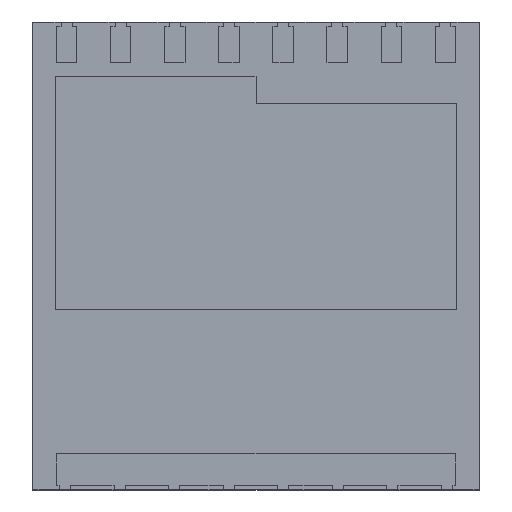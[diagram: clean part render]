
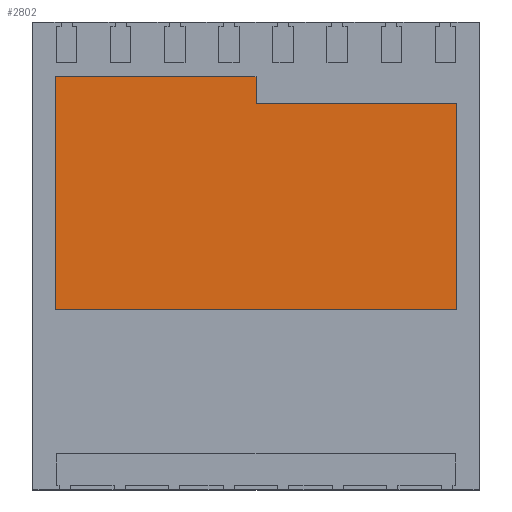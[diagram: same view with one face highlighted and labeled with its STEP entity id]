
A CAD part, top view. The second image highlights one B-rep face of the part: STEP entity #2802.
In plain terms, the highlighted planar face has unit normal (0, 0, 1).
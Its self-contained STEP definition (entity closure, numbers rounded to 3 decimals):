
#2802=ADVANCED_FACE('',(#4887),#4889,.T.);
#4887=FACE_BOUND('',#4888,.T.);
#4888=EDGE_LOOP('',(#6920,#6921,#6922,#6923,#6924,#6925));
#4889=PLANE('',#4890);
#4890=AXIS2_PLACEMENT_3D('',#4891,#4892,#4893);
#4891=CARTESIAN_POINT('',(0.,0.,1.047));
#4892=DIRECTION('',(0.,0.,1.));
#4893=DIRECTION('',(-1.,0.,0.));
#6920=ORIENTED_EDGE('',*,*,#7781,.T.);
#6921=ORIENTED_EDGE('',*,*,#7791,.T.);
#6922=ORIENTED_EDGE('',*,*,#7789,.T.);
#6923=ORIENTED_EDGE('',*,*,#7787,.T.);
#6924=ORIENTED_EDGE('',*,*,#7785,.T.);
#6925=ORIENTED_EDGE('',*,*,#7783,.T.);
#7781=EDGE_CURVE('',#9220,#9218,#9221,.T.);
#7783=EDGE_CURVE('',#9223,#9220,#9224,.T.);
#7785=EDGE_CURVE('',#9226,#9223,#9227,.T.);
#7787=EDGE_CURVE('',#9229,#9226,#9230,.T.);
#7789=EDGE_CURVE('',#9232,#9229,#9233,.T.);
#7791=EDGE_CURVE('',#9218,#9232,#9235,.T.);
#9218=VERTEX_POINT('',#12400);
#9220=VERTEX_POINT('',#12404);
#9221=LINE('',#12405,#12406);
#9223=VERTEX_POINT('',#12411);
#9224=LINE('',#12412,#12413);
#9226=VERTEX_POINT('',#12418);
#9227=LINE('',#12419,#12420);
#9229=VERTEX_POINT('',#12425);
#9230=LINE('',#12426,#12427);
#9232=VERTEX_POINT('',#12432);
#9233=LINE('',#12433,#12434);
#9235=LINE('',#12439,#12440);
#12400=CARTESIAN_POINT('',(4.45,-1.19,1.047));
#12404=CARTESIAN_POINT('',(-4.45,-1.19,1.047));
#12405=CARTESIAN_POINT('',(-4.45,-1.19,1.047));
#12406=VECTOR('',#12407,1.);
#12407=DIRECTION('',(1.,0.,0.));
#12411=CARTESIAN_POINT('',(-4.45,3.98,1.047));
#12412=CARTESIAN_POINT('',(-4.45,3.98,1.047));
#12413=VECTOR('',#12414,1.);
#12414=DIRECTION('',(0.,-1.,0.));
#12418=CARTESIAN_POINT('',(0.,3.98,1.047));
#12419=CARTESIAN_POINT('',(0.,3.98,1.047));
#12420=VECTOR('',#12421,1.);
#12421=DIRECTION('',(-1.,0.,0.));
#12425=CARTESIAN_POINT('',(0.,3.38,1.047));
#12426=CARTESIAN_POINT('',(0.,3.38,1.047));
#12427=VECTOR('',#12428,1.);
#12428=DIRECTION('',(0.,1.,0.));
#12432=CARTESIAN_POINT('',(4.45,3.38,1.047));
#12433=CARTESIAN_POINT('',(4.45,3.38,1.047));
#12434=VECTOR('',#12435,1.);
#12435=DIRECTION('',(-1.,0.,0.));
#12439=CARTESIAN_POINT('',(4.45,-1.19,1.047));
#12440=VECTOR('',#12441,1.);
#12441=DIRECTION('',(0.,1.,0.));
